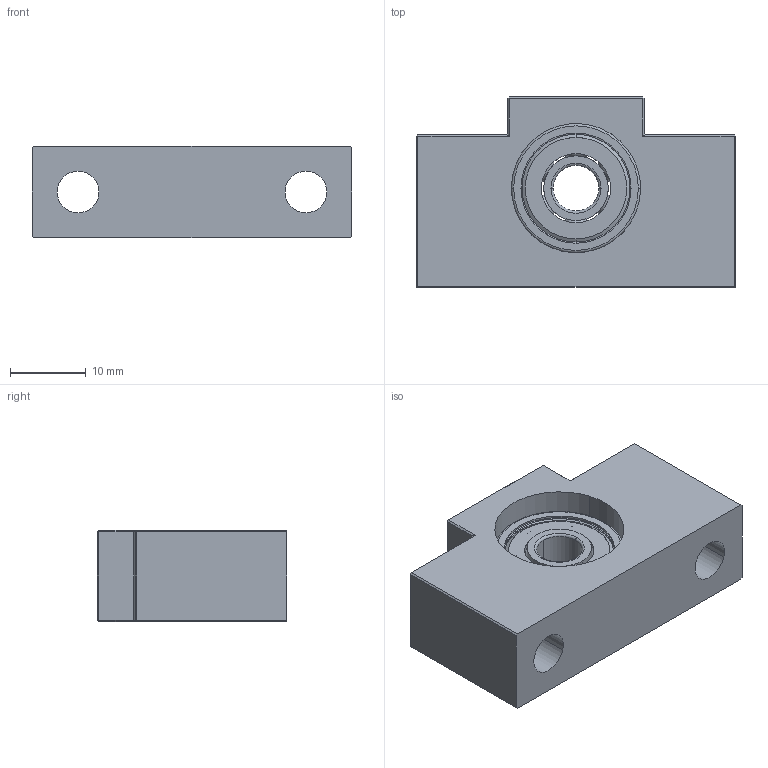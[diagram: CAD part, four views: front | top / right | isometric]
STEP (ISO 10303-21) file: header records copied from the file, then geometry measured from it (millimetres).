
FILE_DESCRIPTION(('STEP AP214'),'1');
FILE_NAME('609_BBS6.step','2018-08-23T03:58:13',(' '),(' '),'Spatial InterOp 3D',' ',' ');
FILE_SCHEMA(('automotive_design'));
Length unit declared in the file: millimetre
Products named in the file (2): 1; 2
Bounding box: 42 x 25 x 12 mm (x, y, z)
Volume: 7214.9 mm3; surface area: 6452.1 mm2
Topology: 2 solids, 2 shells, 342 faces, 924 edges, 576 vertices
Faces by surface type: plane 168, torus 64, cylinder 62, sphere 36, cone 12
Entity records: 14195 total; most frequent: CARTESIAN_POINT 2652, DIRECTION 1964, ORIENTED_EDGE 1800, EDGE_CURVE 900, AXIS2_PLACEMENT_3D 808, VERTEX_POINT 576, CIRCLE 464, EDGE_LOOP 388
